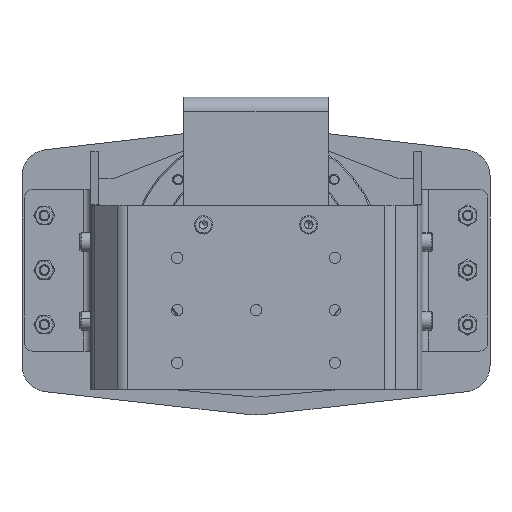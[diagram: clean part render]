
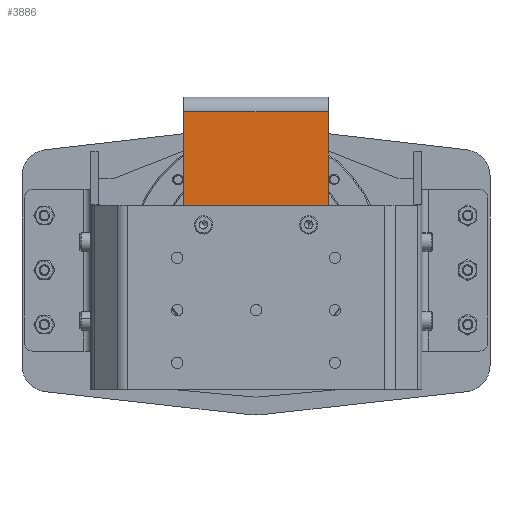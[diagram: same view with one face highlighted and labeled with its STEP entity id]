
A CAD part, front view. The second image highlights one B-rep face of the part: STEP entity #3886.
In plain terms, the highlighted face is planar.
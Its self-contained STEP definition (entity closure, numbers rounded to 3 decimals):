
#683 = LINE ( 'NONE', #10411, #23795 ) ;
#1315 = CARTESIAN_POINT ( 'NONE',  ( 68., 45.5, -22.15 ) ) ;
#1844 = CARTESIAN_POINT ( 'NONE',  ( 68., 48.5, -24.5 ) ) ;
#2086 = DIRECTION ( 'NONE',  ( 1., 0., 0. ) ) ;
#2168 = ORIENTED_EDGE ( 'NONE', *, *, #18875, .F. ) ;
#2235 = EDGE_LOOP ( 'NONE', ( #2168, #30054 ) ) ;
#3886 = ADVANCED_FACE ( 'NONE', ( #12430, #10023, #22121 ), #29447, .F. ) ;
#3976 = AXIS2_PLACEMENT_3D ( 'NONE', #8914, #16238, #11150 ) ;
#4256 = DIRECTION ( 'NONE',  ( 0., -1., 0. ) ) ;
#4337 = CARTESIAN_POINT ( 'NONE',  ( 68., 48.5, -27.5 ) ) ;
#4819 = CARTESIAN_POINT ( 'NONE',  ( 68., 51.5, 27.5 ) ) ;
#5153 = EDGE_CURVE ( 'NONE', #7966, #31225, #24371, .T. ) ;
#5716 = ORIENTED_EDGE ( 'NONE', *, *, #26354, .T. ) ;
#5781 = EDGE_CURVE ( 'NONE', #26166, #30401, #17556, .T. ) ;
#5787 = DIRECTION ( 'NONE',  ( 1., 0., 0. ) ) ;
#5950 = VERTEX_POINT ( 'NONE', #7416 ) ;
#6227 = AXIS2_PLACEMENT_3D ( 'NONE', #24677, #12580, #22271 ) ;
#7011 = CARTESIAN_POINT ( 'NONE',  ( 68., 45.5, 20. ) ) ;
#7416 = CARTESIAN_POINT ( 'NONE',  ( 68., 2.5, 27.5 ) ) ;
#7558 = ORIENTED_EDGE ( 'NONE', *, *, #5153, .F. ) ;
#7966 = VERTEX_POINT ( 'NONE', #11041 ) ;
#8101 = AXIS2_PLACEMENT_3D ( 'NONE', #14510, #24206, #17040 ) ;
#8914 = CARTESIAN_POINT ( 'NONE',  ( 68., 45.5, -20. ) ) ;
#9354 = LINE ( 'NONE', #14755, #10730 ) ;
#9921 = CARTESIAN_POINT ( 'NONE',  ( 68., 48.5, 27.5 ) ) ;
#10023 = FACE_BOUND ( 'NONE', #19351, .T. ) ;
#10411 = CARTESIAN_POINT ( 'NONE',  ( 68., 2.5, 0. ) ) ;
#10619 = ORIENTED_EDGE ( 'NONE', *, *, #30215, .T. ) ;
#10730 = VECTOR ( 'NONE', #19062, 1000. ) ;
#11041 = CARTESIAN_POINT ( 'NONE',  ( 68., 45.5, -17.85 ) ) ;
#11064 = CARTESIAN_POINT ( 'NONE',  ( 68., 45.5, 17.85 ) ) ;
#11150 = DIRECTION ( 'NONE',  ( 0., 0., -1. ) ) ;
#11199 = VECTOR ( 'NONE', #12764, 1000. ) ;
#11820 = DIRECTION ( 'NONE',  ( 0., -1., 0. ) ) ;
#12089 = EDGE_CURVE ( 'NONE', #16476, #26166, #9354, .T. ) ;
#12430 = FACE_BOUND ( 'NONE', #2235, .T. ) ;
#12444 = ORIENTED_EDGE ( 'NONE', *, *, #12089, .T. ) ;
#12580 = DIRECTION ( 'NONE',  ( -1., 0., 0. ) ) ;
#12764 = DIRECTION ( 'NONE',  ( 0., -1., 0. ) ) ;
#13068 = CARTESIAN_POINT ( 'NONE',  ( 68., 51.5, -24.5 ) ) ;
#13222 = AXIS2_PLACEMENT_3D ( 'NONE', #7011, #20866, #18636 ) ;
#13447 = DIRECTION ( 'NONE',  ( 0., 0., -1. ) ) ;
#14204 = CARTESIAN_POINT ( 'NONE',  ( 68., 48.5, 24.5 ) ) ;
#14510 = CARTESIAN_POINT ( 'NONE',  ( 68., 45.5, -20. ) ) ;
#14755 = CARTESIAN_POINT ( 'NONE',  ( 68., 51.5, -27.5 ) ) ;
#16228 = EDGE_CURVE ( 'NONE', #31225, #7966, #17709, .T. ) ;
#16238 = DIRECTION ( 'NONE',  ( 1., 0., 0. ) ) ;
#16476 = VERTEX_POINT ( 'NONE', #29868 ) ;
#16606 = ORIENTED_EDGE ( 'NONE', *, *, #16228, .F. ) ;
#17034 = EDGE_CURVE ( 'NONE', #27085, #31415, #30914, .T. ) ;
#17040 = DIRECTION ( 'NONE',  ( 0., 0., -1. ) ) ;
#17066 = EDGE_CURVE ( 'NONE', #16476, #5950, #683, .T. ) ;
#17556 = CIRCLE ( 'NONE', #26179, 3. ) ;
#17709 = CIRCLE ( 'NONE', #3976, 2.15 ) ;
#17728 = DIRECTION ( 'NONE',  ( 0., 0., 1. ) ) ;
#18458 = ORIENTED_EDGE ( 'NONE', *, *, #28421, .T. ) ;
#18636 = DIRECTION ( 'NONE',  ( 0., 0., -1. ) ) ;
#18705 = AXIS2_PLACEMENT_3D ( 'NONE', #27581, #5787, #13447 ) ;
#18875 = EDGE_CURVE ( 'NONE', #31415, #27085, #20840, .T. ) ;
#19000 = CIRCLE ( 'NONE', #24584, 3. ) ;
#19010 = DIRECTION ( 'NONE',  ( 0., 0., 1. ) ) ;
#19062 = DIRECTION ( 'NONE',  ( 0., 1., 0. ) ) ;
#19351 = EDGE_LOOP ( 'NONE', ( #16606, #7558 ) ) ;
#20084 = CARTESIAN_POINT ( 'NONE',  ( 68., 0., 27.5 ) ) ;
#20505 = VERTEX_POINT ( 'NONE', #9921 ) ;
#20840 = CIRCLE ( 'NONE', #13222, 2.15 ) ;
#20866 = DIRECTION ( 'NONE',  ( 1., 0., 0. ) ) ;
#21004 = EDGE_LOOP ( 'NONE', ( #18458, #10619, #5716, #26584, #12444, #23595 ) ) ;
#22121 = FACE_OUTER_BOUND ( 'NONE', #21004, .T. ) ;
#22232 = CARTESIAN_POINT ( 'NONE',  ( 68., 51.5, 24.5 ) ) ;
#22271 = DIRECTION ( 'NONE',  ( 0., -1., 0. ) ) ;
#22765 = LINE ( 'NONE', #20084, #11199 ) ;
#23595 = ORIENTED_EDGE ( 'NONE', *, *, #5781, .T. ) ;
#23795 = VECTOR ( 'NONE', #17728, 1000. ) ;
#24206 = DIRECTION ( 'NONE',  ( 1., 0., 0. ) ) ;
#24371 = CIRCLE ( 'NONE', #8101, 2.15 ) ;
#24584 = AXIS2_PLACEMENT_3D ( 'NONE', #14204, #2086, #11820 ) ;
#24677 = CARTESIAN_POINT ( 'NONE',  ( 68., 0., 0. ) ) ;
#25806 = CARTESIAN_POINT ( 'NONE',  ( 68., 45.5, 22.15 ) ) ;
#26166 = VERTEX_POINT ( 'NONE', #4337 ) ;
#26179 = AXIS2_PLACEMENT_3D ( 'NONE', #1844, #26210, #4256 ) ;
#26210 = DIRECTION ( 'NONE',  ( 1., 0., 0. ) ) ;
#26354 = EDGE_CURVE ( 'NONE', #20505, #5950, #22765, .T. ) ;
#26584 = ORIENTED_EDGE ( 'NONE', *, *, #17066, .F. ) ;
#27085 = VERTEX_POINT ( 'NONE', #25806 ) ;
#27581 = CARTESIAN_POINT ( 'NONE',  ( 68., 45.5, 20. ) ) ;
#28421 = EDGE_CURVE ( 'NONE', #30401, #29365, #28542, .T. ) ;
#28491 = VECTOR ( 'NONE', #19010, 1000. ) ;
#28542 = LINE ( 'NONE', #4819, #28491 ) ;
#29365 = VERTEX_POINT ( 'NONE', #22232 ) ;
#29447 = PLANE ( 'NONE',  #6227 ) ;
#29868 = CARTESIAN_POINT ( 'NONE',  ( 68., 2.5, -27.5 ) ) ;
#30054 = ORIENTED_EDGE ( 'NONE', *, *, #17034, .F. ) ;
#30215 = EDGE_CURVE ( 'NONE', #29365, #20505, #19000, .T. ) ;
#30401 = VERTEX_POINT ( 'NONE', #13068 ) ;
#30914 = CIRCLE ( 'NONE', #18705, 2.15 ) ;
#31225 = VERTEX_POINT ( 'NONE', #1315 ) ;
#31415 = VERTEX_POINT ( 'NONE', #11064 ) ;
